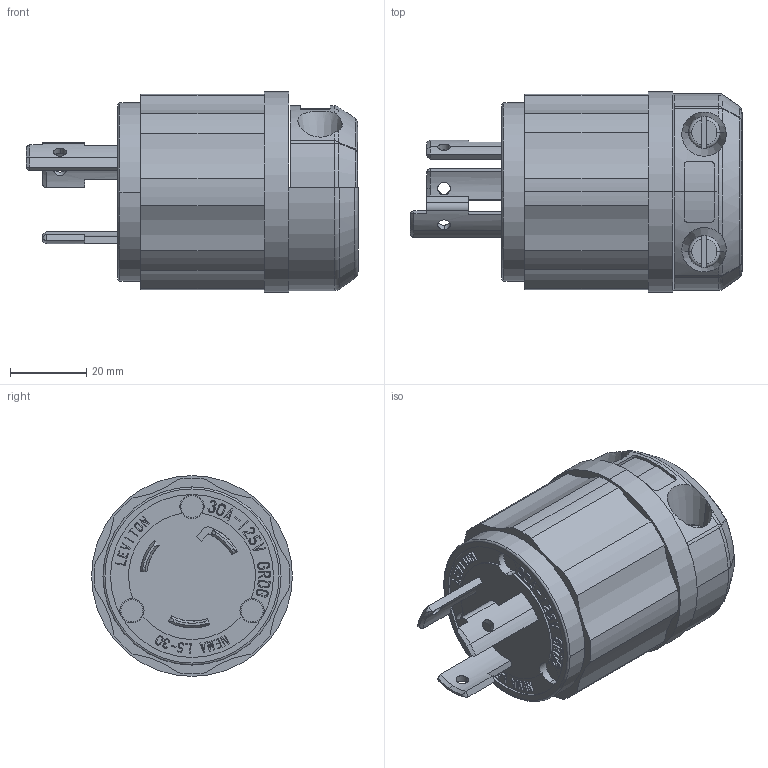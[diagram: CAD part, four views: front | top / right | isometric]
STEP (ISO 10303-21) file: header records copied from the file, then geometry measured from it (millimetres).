
FILE_DESCRIPTION (( 'STEP AP214' ), '1' );
FILE_NAME ('CATSTD-02611-000-M01.STEP', '2022-02-02T13:30:15', ( '' ), ( '' ), 'SwSTEP 2.0', 'SolidWorks 2020', '' );
FILE_SCHEMA (( 'AUTOMOTIVE_DESIGN' ));
Length unit declared in the file: inch
Products named in the file (1): CATSTD-02611-000-M01
Bounding box: 87.3 x 52.78 x 52.78 mm (x, y, z)
Volume: 120690.9 mm3; surface area: 18807.3 mm2
Topology: 1 solids, 1 shells, 513 faces, 1375 edges, 907 vertices
Faces by surface type: plane 294, cylinder 162, cone 25, torus 22, bspline 10
Full cylindrical faces by diameter (mm): 5.791 x3
Entity records: 28338 total; most frequent: CARTESIAN_POINT 8691, ORIENTED_EDGE 2744, DIRECTION 2633, EDGE_CURVE 1372, VERTEX_POINT 907, AXIS2_PLACEMENT_3D 881, LINE 871, VECTOR 871
